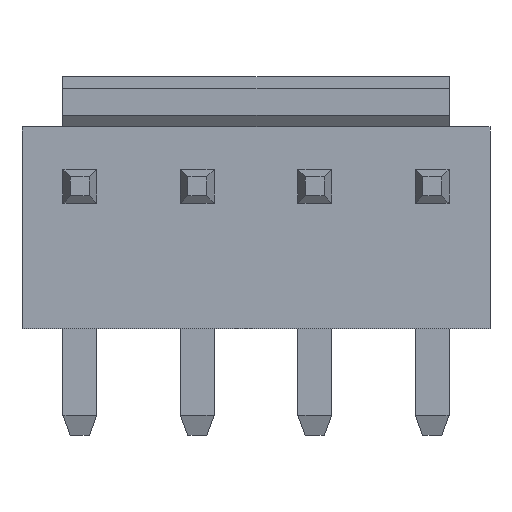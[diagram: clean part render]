
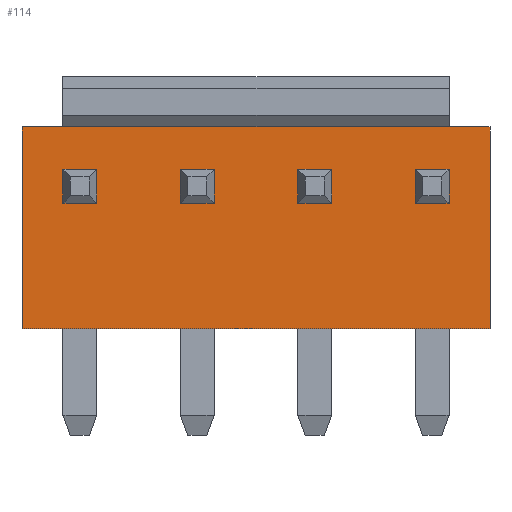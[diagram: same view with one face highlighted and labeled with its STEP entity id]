
A CAD part, front view. The second image highlights one B-rep face of the part: STEP entity #114.
In plain terms, the highlighted face is planar.
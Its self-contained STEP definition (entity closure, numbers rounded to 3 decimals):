
#89 = VERTEX_POINT('',#90);
#90 = CARTESIAN_POINT('',(-0.57,3.2,-2.));
#96 = EDGE_CURVE('',#97,#89,#99,.T.);
#97 = VERTEX_POINT('',#98);
#98 = CARTESIAN_POINT('',(12.45,3.2,-2.));
#99 = LINE('',#100,#101);
#100 = CARTESIAN_POINT('',(-1.95,3.2,-2.));
#101 = VECTOR('',#102,1.);
#102 = DIRECTION('',(-1.,-0.,-0.));
#114 = ADVANCED_FACE('',(#115,#156,#190,#224,#258),#292,.F.);
#115 = FACE_BOUND('',#116,.T.);
#116 = EDGE_LOOP('',(#117,#127,#135,#141,#142,#150));
#117 = ORIENTED_EDGE('',*,*,#118,.T.);
#118 = EDGE_CURVE('',#119,#121,#123,.T.);
#119 = VERTEX_POINT('',#120);
#120 = CARTESIAN_POINT('',(-1.95,3.2,4.8));
#121 = VERTEX_POINT('',#122);
#122 = CARTESIAN_POINT('',(13.83,3.2,4.8));
#123 = LINE('',#124,#125);
#124 = CARTESIAN_POINT('',(-1.95,3.2,4.8));
#125 = VECTOR('',#126,1.);
#126 = DIRECTION('',(1.,0.,0.));
#127 = ORIENTED_EDGE('',*,*,#128,.F.);
#128 = EDGE_CURVE('',#129,#121,#131,.T.);
#129 = VERTEX_POINT('',#130);
#130 = CARTESIAN_POINT('',(13.83,3.2,-2.));
#131 = LINE('',#132,#133);
#132 = CARTESIAN_POINT('',(13.83,3.2,4.8));
#133 = VECTOR('',#134,1.);
#134 = DIRECTION('',(-0.,-0.,1.));
#135 = ORIENTED_EDGE('',*,*,#136,.F.);
#136 = EDGE_CURVE('',#97,#129,#137,.T.);
#137 = LINE('',#138,#139);
#138 = CARTESIAN_POINT('',(13.83,3.2,-2.));
#139 = VECTOR('',#140,1.);
#140 = DIRECTION('',(1.,-0.,-0.));
#141 = ORIENTED_EDGE('',*,*,#96,.T.);
#142 = ORIENTED_EDGE('',*,*,#143,.T.);
#143 = EDGE_CURVE('',#89,#144,#146,.T.);
#144 = VERTEX_POINT('',#145);
#145 = CARTESIAN_POINT('',(-1.95,3.2,-2.));
#146 = LINE('',#147,#148);
#147 = CARTESIAN_POINT('',(-1.95,3.2,-2.));
#148 = VECTOR('',#149,1.);
#149 = DIRECTION('',(-1.,-0.,-0.));
#150 = ORIENTED_EDGE('',*,*,#151,.T.);
#151 = EDGE_CURVE('',#144,#119,#152,.T.);
#152 = LINE('',#153,#154);
#153 = CARTESIAN_POINT('',(-1.95,3.2,4.8));
#154 = VECTOR('',#155,1.);
#155 = DIRECTION('',(0.,0.,1.));
#156 = FACE_BOUND('',#157,.T.);
#157 = EDGE_LOOP('',(#158,#168,#176,#184));
#158 = ORIENTED_EDGE('',*,*,#159,.F.);
#159 = EDGE_CURVE('',#160,#162,#164,.T.);
#160 = VERTEX_POINT('',#161);
#161 = CARTESIAN_POINT('',(3.39,3.2,0.57));
#162 = VERTEX_POINT('',#163);
#163 = CARTESIAN_POINT('',(4.53,3.2,0.57));
#164 = LINE('',#165,#166);
#165 = CARTESIAN_POINT('',(3.39,3.2,0.57));
#166 = VECTOR('',#167,1.);
#167 = DIRECTION('',(1.,0.,0.));
#168 = ORIENTED_EDGE('',*,*,#169,.F.);
#169 = EDGE_CURVE('',#170,#160,#172,.T.);
#170 = VERTEX_POINT('',#171);
#171 = CARTESIAN_POINT('',(3.39,3.2,-0.57));
#172 = LINE('',#173,#174);
#173 = CARTESIAN_POINT('',(3.39,3.2,-0.57));
#174 = VECTOR('',#175,1.);
#175 = DIRECTION('',(0.,0.,1.));
#176 = ORIENTED_EDGE('',*,*,#177,.F.);
#177 = EDGE_CURVE('',#178,#170,#180,.T.);
#178 = VERTEX_POINT('',#179);
#179 = CARTESIAN_POINT('',(4.53,3.2,-0.57));
#180 = LINE('',#181,#182);
#181 = CARTESIAN_POINT('',(3.39,3.2,-0.57));
#182 = VECTOR('',#183,1.);
#183 = DIRECTION('',(-1.,-0.,-0.));
#184 = ORIENTED_EDGE('',*,*,#185,.F.);
#185 = EDGE_CURVE('',#162,#178,#186,.T.);
#186 = LINE('',#187,#188);
#187 = CARTESIAN_POINT('',(4.53,3.2,-0.57));
#188 = VECTOR('',#189,1.);
#189 = DIRECTION('',(-0.,-0.,-1.));
#190 = FACE_BOUND('',#191,.T.);
#191 = EDGE_LOOP('',(#192,#202,#210,#218));
#192 = ORIENTED_EDGE('',*,*,#193,.F.);
#193 = EDGE_CURVE('',#194,#196,#198,.T.);
#194 = VERTEX_POINT('',#195);
#195 = CARTESIAN_POINT('',(-0.57,3.2,0.57));
#196 = VERTEX_POINT('',#197);
#197 = CARTESIAN_POINT('',(0.57,3.2,0.57));
#198 = LINE('',#199,#200);
#199 = CARTESIAN_POINT('',(-0.57,3.2,0.57));
#200 = VECTOR('',#201,1.);
#201 = DIRECTION('',(1.,0.,0.));
#202 = ORIENTED_EDGE('',*,*,#203,.F.);
#203 = EDGE_CURVE('',#204,#194,#206,.T.);
#204 = VERTEX_POINT('',#205);
#205 = CARTESIAN_POINT('',(-0.57,3.2,-0.57));
#206 = LINE('',#207,#208);
#207 = CARTESIAN_POINT('',(-0.57,3.2,-0.57));
#208 = VECTOR('',#209,1.);
#209 = DIRECTION('',(0.,0.,1.));
#210 = ORIENTED_EDGE('',*,*,#211,.F.);
#211 = EDGE_CURVE('',#212,#204,#214,.T.);
#212 = VERTEX_POINT('',#213);
#213 = CARTESIAN_POINT('',(0.57,3.2,-0.57));
#214 = LINE('',#215,#216);
#215 = CARTESIAN_POINT('',(-0.57,3.2,-0.57));
#216 = VECTOR('',#217,1.);
#217 = DIRECTION('',(-1.,-0.,-0.));
#218 = ORIENTED_EDGE('',*,*,#219,.F.);
#219 = EDGE_CURVE('',#196,#212,#220,.T.);
#220 = LINE('',#221,#222);
#221 = CARTESIAN_POINT('',(0.57,3.2,-0.57));
#222 = VECTOR('',#223,1.);
#223 = DIRECTION('',(-0.,-0.,-1.));
#224 = FACE_BOUND('',#225,.T.);
#225 = EDGE_LOOP('',(#226,#236,#244,#252));
#226 = ORIENTED_EDGE('',*,*,#227,.T.);
#227 = EDGE_CURVE('',#228,#230,#232,.T.);
#228 = VERTEX_POINT('',#229);
#229 = CARTESIAN_POINT('',(12.45,3.2,0.57));
#230 = VERTEX_POINT('',#231);
#231 = CARTESIAN_POINT('',(11.31,3.2,0.57));
#232 = LINE('',#233,#234);
#233 = CARTESIAN_POINT('',(12.45,3.2,0.57));
#234 = VECTOR('',#235,1.);
#235 = DIRECTION('',(-1.,0.,0.));
#236 = ORIENTED_EDGE('',*,*,#237,.T.);
#237 = EDGE_CURVE('',#230,#238,#240,.T.);
#238 = VERTEX_POINT('',#239);
#239 = CARTESIAN_POINT('',(11.31,3.2,-0.57));
#240 = LINE('',#241,#242);
#241 = CARTESIAN_POINT('',(11.31,3.2,-0.57));
#242 = VECTOR('',#243,1.);
#243 = DIRECTION('',(0.,-0.,-1.));
#244 = ORIENTED_EDGE('',*,*,#245,.T.);
#245 = EDGE_CURVE('',#238,#246,#248,.T.);
#246 = VERTEX_POINT('',#247);
#247 = CARTESIAN_POINT('',(12.45,3.2,-0.57));
#248 = LINE('',#249,#250);
#249 = CARTESIAN_POINT('',(12.45,3.2,-0.57));
#250 = VECTOR('',#251,1.);
#251 = DIRECTION('',(1.,-0.,-0.));
#252 = ORIENTED_EDGE('',*,*,#253,.T.);
#253 = EDGE_CURVE('',#246,#228,#254,.T.);
#254 = LINE('',#255,#256);
#255 = CARTESIAN_POINT('',(12.45,3.2,-0.57));
#256 = VECTOR('',#257,1.);
#257 = DIRECTION('',(0.,0.,1.));
#258 = FACE_BOUND('',#259,.T.);
#259 = EDGE_LOOP('',(#260,#270,#278,#286));
#260 = ORIENTED_EDGE('',*,*,#261,.F.);
#261 = EDGE_CURVE('',#262,#264,#266,.T.);
#262 = VERTEX_POINT('',#263);
#263 = CARTESIAN_POINT('',(7.35,3.2,0.57));
#264 = VERTEX_POINT('',#265);
#265 = CARTESIAN_POINT('',(8.49,3.2,0.57));
#266 = LINE('',#267,#268);
#267 = CARTESIAN_POINT('',(7.35,3.2,0.57));
#268 = VECTOR('',#269,1.);
#269 = DIRECTION('',(1.,0.,0.));
#270 = ORIENTED_EDGE('',*,*,#271,.F.);
#271 = EDGE_CURVE('',#272,#262,#274,.T.);
#272 = VERTEX_POINT('',#273);
#273 = CARTESIAN_POINT('',(7.35,3.2,-0.57));
#274 = LINE('',#275,#276);
#275 = CARTESIAN_POINT('',(7.35,3.2,-0.57));
#276 = VECTOR('',#277,1.);
#277 = DIRECTION('',(0.,0.,1.));
#278 = ORIENTED_EDGE('',*,*,#279,.F.);
#279 = EDGE_CURVE('',#280,#272,#282,.T.);
#280 = VERTEX_POINT('',#281);
#281 = CARTESIAN_POINT('',(8.49,3.2,-0.57));
#282 = LINE('',#283,#284);
#283 = CARTESIAN_POINT('',(7.35,3.2,-0.57));
#284 = VECTOR('',#285,1.);
#285 = DIRECTION('',(-1.,-0.,-0.));
#286 = ORIENTED_EDGE('',*,*,#287,.F.);
#287 = EDGE_CURVE('',#264,#280,#288,.T.);
#288 = LINE('',#289,#290);
#289 = CARTESIAN_POINT('',(8.49,3.2,-0.57));
#290 = VECTOR('',#291,1.);
#291 = DIRECTION('',(-0.,-0.,-1.));
#292 = PLANE('',#293);
#293 = AXIS2_PLACEMENT_3D('',#294,#295,#296);
#294 = CARTESIAN_POINT('',(0.,3.2,0.));
#295 = DIRECTION('',(0.,-1.,0.));
#296 = DIRECTION('',(0.,-0.,-1.));
